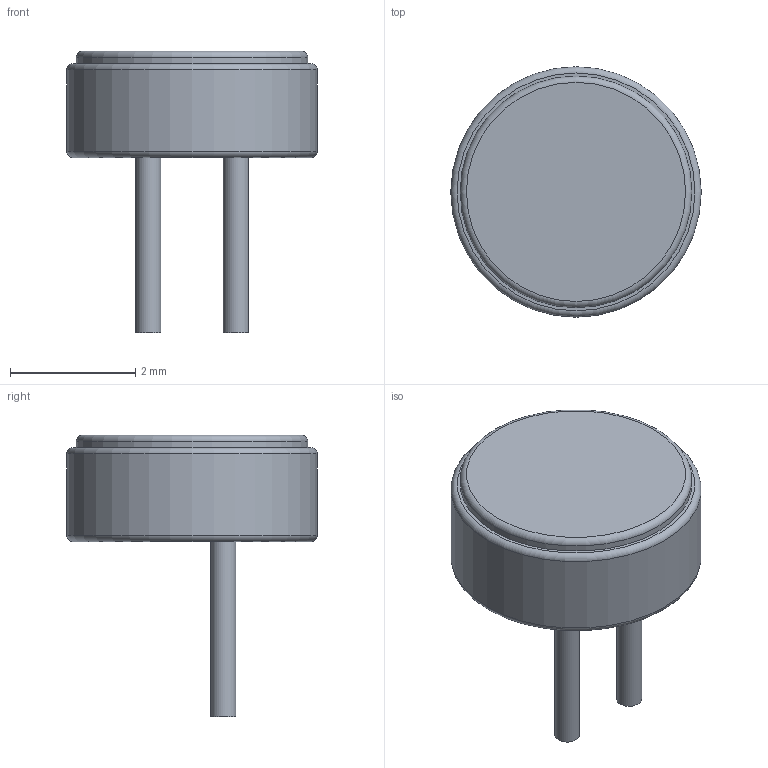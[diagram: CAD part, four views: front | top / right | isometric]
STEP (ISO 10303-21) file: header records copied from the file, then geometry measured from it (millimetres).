
FILE_DESCRIPTION(('FreeCAD Model'),'2;1');
FILE_NAME('Open CASCADE Shape Model','2022-06-09T11:29:17',('Author'),( ''),'Open CASCADE STEP processor 7.5','FreeCAD','Unknown');
FILE_SCHEMA(('AUTOMOTIVE_DESIGN { 1 0 10303 214 1 1 1 1 }'));
Length unit declared in the file: millimetre
Products named in the file (1): Body
Bounding box: 4 x 4 x 4.5 mm (x, y, z)
Volume: 21.6 mm3; surface area: 52.1 mm2
Topology: 1 solids, 1 shells, 25 faces, 54 edges, 35 vertices
Faces by surface type: plane 18, cylinder 4, torus 3
Full cylindrical faces by diameter (mm): 0.4 x2, 3.7 x1, 4 x1
Entity records: 1408 total; most frequent: CARTESIAN_POINT 235, DIRECTION 226, LINE 140, VECTOR 140, ORIENTED_EDGE 108, PCURVE 108, DEFINITIONAL_REPRESENTATION 108, EDGE_CURVE 54
